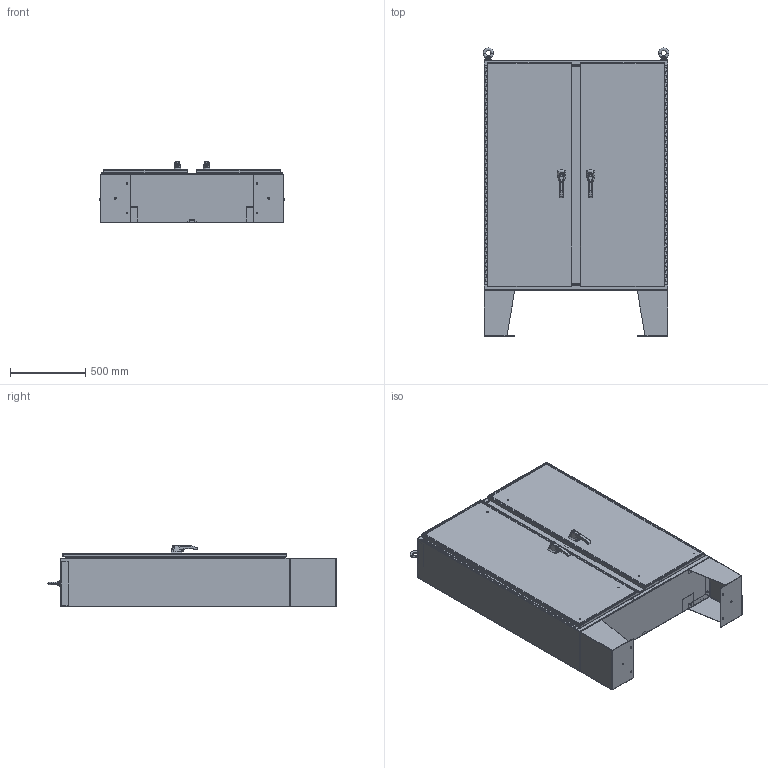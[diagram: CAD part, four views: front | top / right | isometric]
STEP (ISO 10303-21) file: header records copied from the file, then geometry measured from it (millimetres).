
FILE_DESCRIPTION (( 'STEP AP214' ), '1' );
FILE_NAME ('HN4FM604812S16.STEP', '2019-09-05T11:20:24', ( '' ), ( '' ), 'SwSTEP 2.0', 'SolidWorks 2018', '' );
FILE_SCHEMA (( 'AUTOMOTIVE_DESIGN' ));
Length unit declared in the file: inch
Products named in the file (1): HN4FM604812S16
Bounding box: 1234.6 x 1913.15 x 406.15 mm (x, y, z)
Volume: 24187038.3 mm3; surface area: 19246841.7 mm2
Topology: 134 solids, 136 shells, 3784 faces, 9751 edges, 6287 vertices
Faces by surface type: plane 1748, cylinder 1675, bspline 188, cone 157, torus 16
Entity records: 185068 total; most frequent: CARTESIAN_POINT 42062, ORIENTED_EDGE 19458, DIRECTION 19414, EDGE_CURVE 9729, AXIS2_PLACEMENT_3D 7046, VERTEX_POINT 6287, VECTOR 5322, LINE 5322
